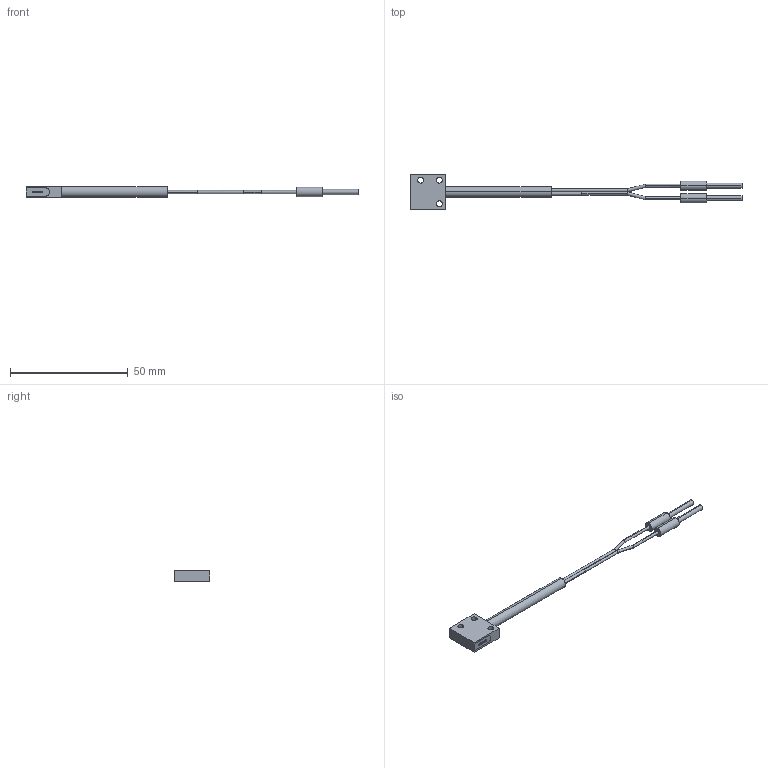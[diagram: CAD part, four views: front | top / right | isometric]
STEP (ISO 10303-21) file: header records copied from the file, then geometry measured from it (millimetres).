
FILE_DESCRIPTION (( 'STEP AP214' ), '1' );
FILE_NAME ('FOACAMPD15MLD_3D.step', '2023-07-24T19:05:38', ( '' ), ( '' ), 'SwSTEP 2.0', 'SolidWorks 2022', '' );
FILE_SCHEMA (( 'AUTOMOTIVE_DESIGN' ));
Length unit declared in the file: millimetre
Products named in the file (1): FOACAMPD15MLD_3D
Bounding box: 141 x 15 x 5 mm (x, y, z)
Volume: 2146 mm3; surface area: 3218.7 mm2
Topology: 1 solids, 1 shells, 109 faces, 235 edges, 154 vertices
Faces by surface type: cylinder 70, plane 39
Entity records: 3061 total; most frequent: DIRECTION 571, CARTESIAN_POINT 541, ORIENTED_EDGE 470, AXIS2_PLACEMENT_3D 240, EDGE_CURVE 235, VERTEX_POINT 154, EDGE_LOOP 141, CIRCLE 130
